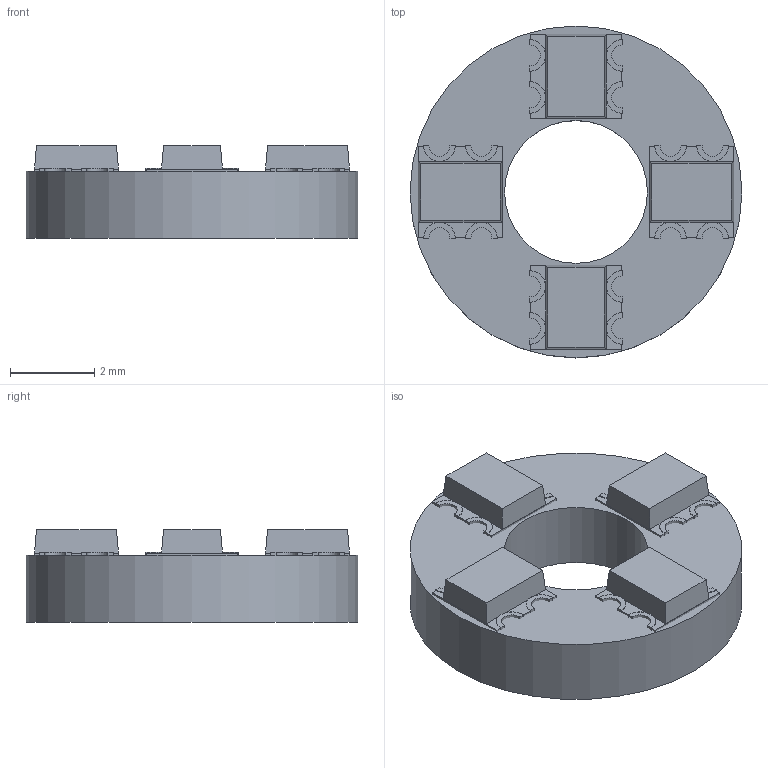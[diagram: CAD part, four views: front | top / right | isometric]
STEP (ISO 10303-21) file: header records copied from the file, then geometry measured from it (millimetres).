
FILE_DESCRIPTION(('KiCad electronic assembly'),'2;1');
FILE_NAME('LEAF04-RING V1R0.step','2024-11-12T21:47:09',('Pcbnew'),( 'Kicad'),'Open CASCADE STEP processor 7.8','KiCad to STEP converter' ,'Unknown');
FILE_SCHEMA(('AUTOMOTIVE_DESIGN { 1 0 10303 214 1 1 1 1 }'));
Length unit declared in the file: millimetre
Products named in the file (4): LEAF04-RING V1R0 1; WS2812-2020; _autosave-LEAF04-RING V1R0_PCB
Assembly tree (6 placements, depth 3):
  LEAF04-RING V1R0 1
    WS2812-2020  x4
      WS2812-2020
    _autosave-LEAF04-RING V1R0_PCB
Bounding box: 7.9 x 7.9 x 2.21 mm (x, y, z)
Volume: 74.4 mm3; surface area: 220.3 mm2
Topology: 5 solids, 5 shells, 276 faces, 718 edges, 468 vertices
Faces by surface type: plane 230, cylinder 46
Full cylindrical faces by diameter (mm): 3.4 x1, 7.9 x1
Entity records: 2706 total; most frequent: CARTESIAN_POINT 386, DIRECTION 368, ORIENTED_EDGE 368, EDGE_CURVE 184, LINE 156, VECTOR 156, VERTEX_POINT 120, AXIS2_PLACEMENT_3D 106
